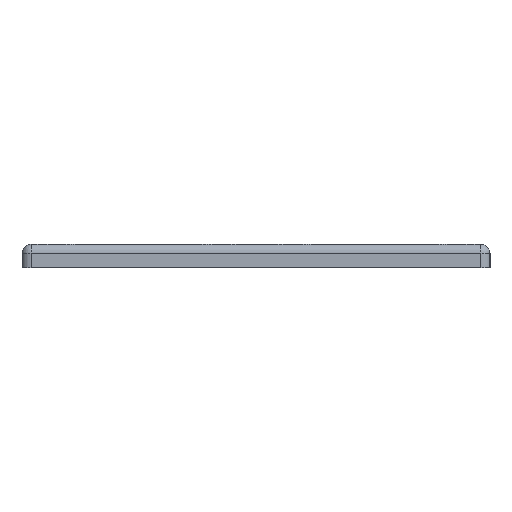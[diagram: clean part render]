
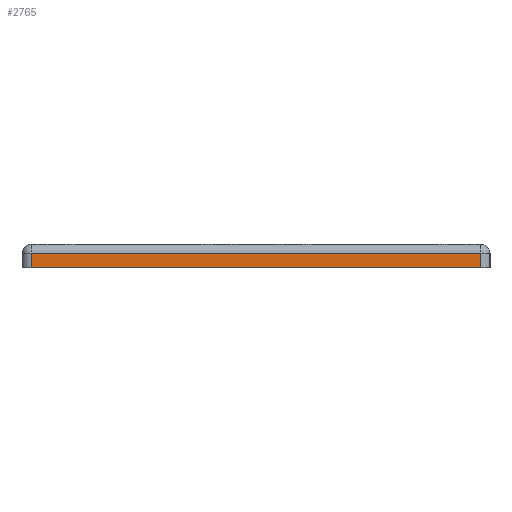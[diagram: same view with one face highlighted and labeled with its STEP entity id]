
A CAD part, left-side view. The second image highlights one B-rep face of the part: STEP entity #2765.
In plain terms, the highlighted planar face has unit normal (-1, 0, 0).
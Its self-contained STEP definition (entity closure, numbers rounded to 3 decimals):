
#117=PLANE('',#3116);
#266=FACE_OUTER_BOUND('',#434,.T.);
#434=EDGE_LOOP('',(#2576,#2577,#2578,#2579));
#549=LINE('',#4654,#725);
#557=LINE('',#4709,#733);
#565=LINE('',#4734,#741);
#570=LINE('',#4809,#746);
#725=VECTOR('',#3613,10.);
#733=VECTOR('',#3673,10.);
#741=VECTOR('',#3703,10.);
#746=VECTOR('',#3712,10.);
#1222=VERTEX_POINT('',#4651);
#1223=VERTEX_POINT('',#4653);
#1244=VERTEX_POINT('',#4705);
#1248=VERTEX_POINT('',#4726);
#1572=EDGE_CURVE('',#1223,#1222,#549,.T.);
#1602=EDGE_CURVE('',#1223,#1244,#557,.T.);
#1616=EDGE_CURVE('',#1248,#1222,#565,.T.);
#1631=EDGE_CURVE('',#1244,#1248,#570,.T.);
#2576=ORIENTED_EDGE('',*,*,#1602,.F.);
#2577=ORIENTED_EDGE('',*,*,#1572,.T.);
#2578=ORIENTED_EDGE('',*,*,#1616,.F.);
#2579=ORIENTED_EDGE('',*,*,#1631,.F.);
#2765=ADVANCED_FACE('',(#266),#117,.T.);
#3116=AXIS2_PLACEMENT_3D('',#5070,#3954,#3955);
#3613=DIRECTION('',(0.,-1.,0.));
#3673=DIRECTION('',(0.,0.,1.));
#3703=DIRECTION('',(0.,0.,-1.));
#3712=DIRECTION('',(0.,-1.,0.));
#3954=DIRECTION('center_axis',(-1.,0.,0.));
#3955=DIRECTION('ref_axis',(0.,-1.,0.));
#4651=CARTESIAN_POINT('',(0.,2.,0.));
#4653=CARTESIAN_POINT('',(0.,97.8,0.));
#4654=CARTESIAN_POINT('',(0.,99.8,0.));
#4705=CARTESIAN_POINT('',(0.,97.8,3.079));
#4709=CARTESIAN_POINT('',(0.,97.8,0.));
#4726=CARTESIAN_POINT('',(0.,2.,3.079));
#4734=CARTESIAN_POINT('',(0.,2.,0.));
#4809=CARTESIAN_POINT('',(0.,74.85,3.079));
#5070=CARTESIAN_POINT('Origin',(0.,99.8,0.));
